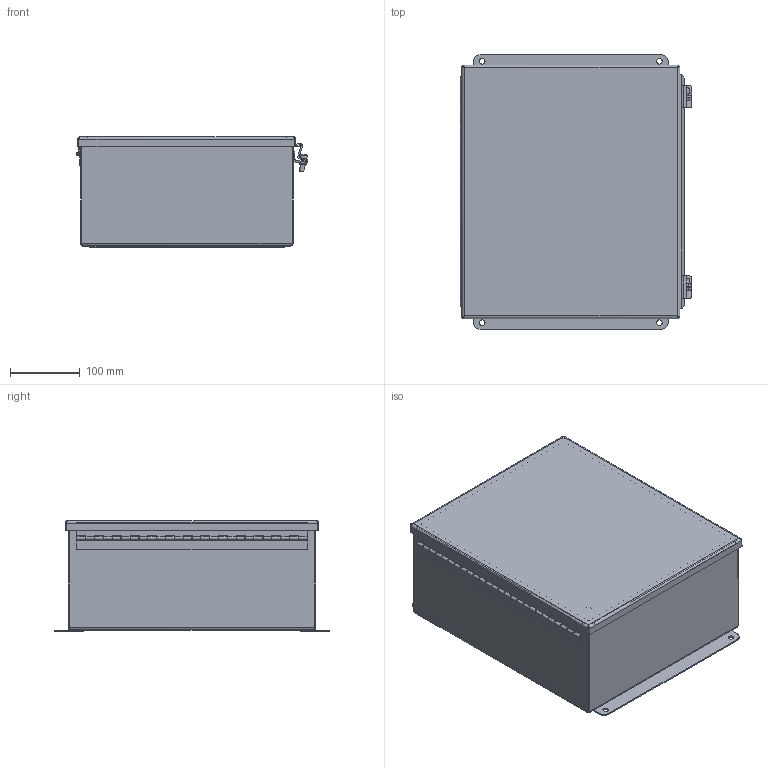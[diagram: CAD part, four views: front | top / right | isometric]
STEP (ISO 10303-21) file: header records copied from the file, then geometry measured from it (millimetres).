
FILE_DESCRIPTION(/* description */ ('B_SS TUB, 16GA. 304 S.S., 14X12X6'),/* implementation_level */ '2;1');
FILE_NAME(/* name */ 'BN4141206CHSS.stp',/* time_stamp */ '2017-03-29T20:53:50+05:00',/* author */ ('vdas'),/* organization */ (''),/* preprocessor_version */ 'ST-DEVELOPER v16.1',/* originating_system */ 'Autodesk Inventor 2016',/* authorisation */ '');
FILE_SCHEMA (('AUTOMOTIVE_DESIGN { 1 0 10303 214 3 1 1 }'));
Length unit declared in the file: inch
Products named in the file (14): B_141206_SSBKP; H4050553LH; H4050553P; H4050553TH; H4050553; B_1412CHSSLID; 34856; C2001; C2002; 372135; 34973; B_1412_FIP; HFW3883; BN4141206CHSS
Assembly tree (20 placements, depth 3):
  BN4141206CHSS
    B_141206_SSBKP
    H4050553
      H4050553LH
      H4050553P
      H4050553TH
    B_1412CHSSLID
    34856  x2
    C2001  x2
    C2002  x2
    372135  x2
    34973  x4
    B_1412_FIP
    HFW3883
Bounding box: 332.37 x 393.7 x 158.92 mm (x, y, z)
Volume: 811006.4 mm3; surface area: 1027375.2 mm2
Topology: 19 solids, 19 shells, 488 faces, 1185 edges, 751 vertices
Faces by surface type: plane 268, cylinder 153, bspline 38, torus 22, sphere 4, cone 3
Full cylindrical faces by diameter (mm): 2.54 x1, 2.794 x8, 2.957 x26, 3.962 x4, 4.826 x1, 4.978 x2, 6.35 x2, 7.62 x4, 7.874 x4, 8.56 x1, 8.738 x2, 10.402 x2, 15.875 x4
Entity records: 12394 total; most frequent: CARTESIAN_POINT 2760, DIRECTION 1848, ORIENTED_EDGE 1772, EDGE_CURVE 886, AXIS2_PLACEMENT_3D 626, LINE 596, VECTOR 596, VERTEX_POINT 584
